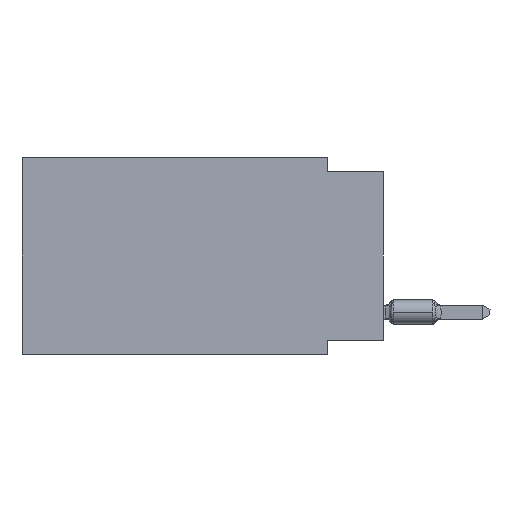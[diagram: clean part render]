
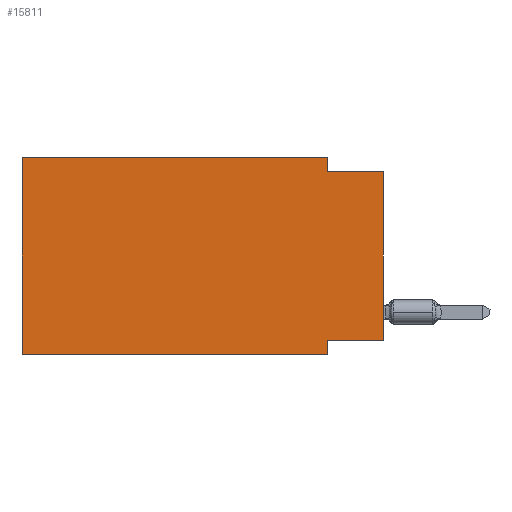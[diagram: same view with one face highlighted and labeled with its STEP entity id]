
A CAD part, left-side view. The second image highlights one B-rep face of the part: STEP entity #15811.
In plain terms, the highlighted planar face has unit normal (-1, 0, 0).
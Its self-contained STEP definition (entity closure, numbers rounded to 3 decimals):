
#187 = PLANE ( 'NONE',  #954 ) ;
#216 = VECTOR ( 'NONE', #3266, 1000. ) ;
#546 = ORIENTED_EDGE ( 'NONE', *, *, #5915, .F. ) ;
#954 = AXIS2_PLACEMENT_3D ( 'NONE', #8330, #2837, #7066 ) ;
#961 = DIRECTION ( 'NONE',  ( 0., 0., -1. ) ) ;
#1048 = VERTEX_POINT ( 'NONE', #8435 ) ;
#1147 = FACE_OUTER_BOUND ( 'NONE', #10243, .T. ) ;
#1708 = ORIENTED_EDGE ( 'NONE', *, *, #11470, .T. ) ;
#2028 = CARTESIAN_POINT ( 'NONE',  ( 0., 2.54, -0.635 ) ) ;
#2623 = LINE ( 'NONE', #8857, #15958 ) ;
#2837 = DIRECTION ( 'NONE',  ( 1., 0., 0. ) ) ;
#2861 = EDGE_CURVE ( 'NONE', #8936, #8171, #10888, .T. ) ;
#2921 = CARTESIAN_POINT ( 'NONE',  ( 0., 0., -0.635 ) ) ;
#3266 = DIRECTION ( 'NONE',  ( 0., -1., 0. ) ) ;
#3376 = ORIENTED_EDGE ( 'NONE', *, *, #16800, .F. ) ;
#4375 = LINE ( 'NONE', #17092, #216 ) ;
#4458 = DIRECTION ( 'NONE',  ( 0., 0., -1. ) ) ;
#4794 = CARTESIAN_POINT ( 'NONE',  ( 0., 0., -0.635 ) ) ;
#5016 = VERTEX_POINT ( 'NONE', #2028 ) ;
#5232 = VECTOR ( 'NONE', #961, 1000. ) ;
#5862 = ORIENTED_EDGE ( 'NONE', *, *, #13020, .F. ) ;
#5908 = ORIENTED_EDGE ( 'NONE', *, *, #6326, .F. ) ;
#5915 = EDGE_CURVE ( 'NONE', #10196, #11440, #11525, .T. ) ;
#6326 = EDGE_CURVE ( 'NONE', #1048, #5016, #2623, .T. ) ;
#6376 = CARTESIAN_POINT ( 'NONE',  ( 0., 16.383, 0. ) ) ;
#6463 = DIRECTION ( 'NONE',  ( 0., -1., 0. ) ) ;
#7066 = DIRECTION ( 'NONE',  ( 0., 0., -1. ) ) ;
#7316 = EDGE_CURVE ( 'NONE', #10196, #17027, #8133, .T. ) ;
#8133 = LINE ( 'NONE', #13456, #8696 ) ;
#8171 = VERTEX_POINT ( 'NONE', #9554 ) ;
#8297 = CARTESIAN_POINT ( 'NONE',  ( 0., 0., -8.255 ) ) ;
#8330 = CARTESIAN_POINT ( 'NONE',  ( 0., 16.383, 0. ) ) ;
#8435 = CARTESIAN_POINT ( 'NONE',  ( 0., 2.54, 0. ) ) ;
#8696 = VECTOR ( 'NONE', #14988, 1000. ) ;
#8697 = CARTESIAN_POINT ( 'NONE',  ( 0., 0., -8.255 ) ) ;
#8857 = CARTESIAN_POINT ( 'NONE',  ( 0., 2.54, 0. ) ) ;
#8936 = VERTEX_POINT ( 'NONE', #9223 ) ;
#9223 = CARTESIAN_POINT ( 'NONE',  ( 0., 16.383, -8.89 ) ) ;
#9554 = CARTESIAN_POINT ( 'NONE',  ( 0., 16.383, 0. ) ) ;
#9628 = LINE ( 'NONE', #2921, #16041 ) ;
#10196 = VERTEX_POINT ( 'NONE', #8297 ) ;
#10243 = EDGE_LOOP ( 'NONE', ( #17299, #17967, #5908, #3376, #12934, #1708, #5862, #546 ) ) ;
#10888 = LINE ( 'NONE', #16452, #17730 ) ;
#11169 = DIRECTION ( 'NONE',  ( 0., -1., 0. ) ) ;
#11440 = VERTEX_POINT ( 'NONE', #12616 ) ;
#11470 = EDGE_CURVE ( 'NONE', #8936, #12107, #4375, .T. ) ;
#11525 = LINE ( 'NONE', #8697, #13621 ) ;
#11902 = DIRECTION ( 'NONE',  ( 0., 0., 1. ) ) ;
#12107 = VERTEX_POINT ( 'NONE', #13685 ) ;
#12616 = CARTESIAN_POINT ( 'NONE',  ( 0., 2.54, -8.255 ) ) ;
#12934 = ORIENTED_EDGE ( 'NONE', *, *, #2861, .F. ) ;
#13020 = EDGE_CURVE ( 'NONE', #11440, #12107, #16138, .T. ) ;
#13299 = EDGE_CURVE ( 'NONE', #5016, #17027, #9628, .T. ) ;
#13456 = CARTESIAN_POINT ( 'NONE',  ( 0., 0., 0. ) ) ;
#13592 = CARTESIAN_POINT ( 'NONE',  ( 0., 2.54, -8.89 ) ) ;
#13621 = VECTOR ( 'NONE', #14631, 1000. ) ;
#13685 = CARTESIAN_POINT ( 'NONE',  ( 0., 2.54, -8.89 ) ) ;
#14631 = DIRECTION ( 'NONE',  ( 0., 1., 0. ) ) ;
#14988 = DIRECTION ( 'NONE',  ( 0., 0., 1. ) ) ;
#15811 = ADVANCED_FACE ( 'NONE', ( #1147 ), #187, .F. ) ;
#15958 = VECTOR ( 'NONE', #4458, 1000. ) ;
#16041 = VECTOR ( 'NONE', #11169, 1000. ) ;
#16138 = LINE ( 'NONE', #13592, #5232 ) ;
#16399 = VECTOR ( 'NONE', #6463, 1000. ) ;
#16452 = CARTESIAN_POINT ( 'NONE',  ( 0., 16.383, 0. ) ) ;
#16800 = EDGE_CURVE ( 'NONE', #8171, #1048, #17359, .T. ) ;
#17027 = VERTEX_POINT ( 'NONE', #4794 ) ;
#17092 = CARTESIAN_POINT ( 'NONE',  ( 0., 16.383, -8.89 ) ) ;
#17299 = ORIENTED_EDGE ( 'NONE', *, *, #7316, .T. ) ;
#17359 = LINE ( 'NONE', #6376, #16399 ) ;
#17730 = VECTOR ( 'NONE', #11902, 1000. ) ;
#17967 = ORIENTED_EDGE ( 'NONE', *, *, #13299, .F. ) ;
